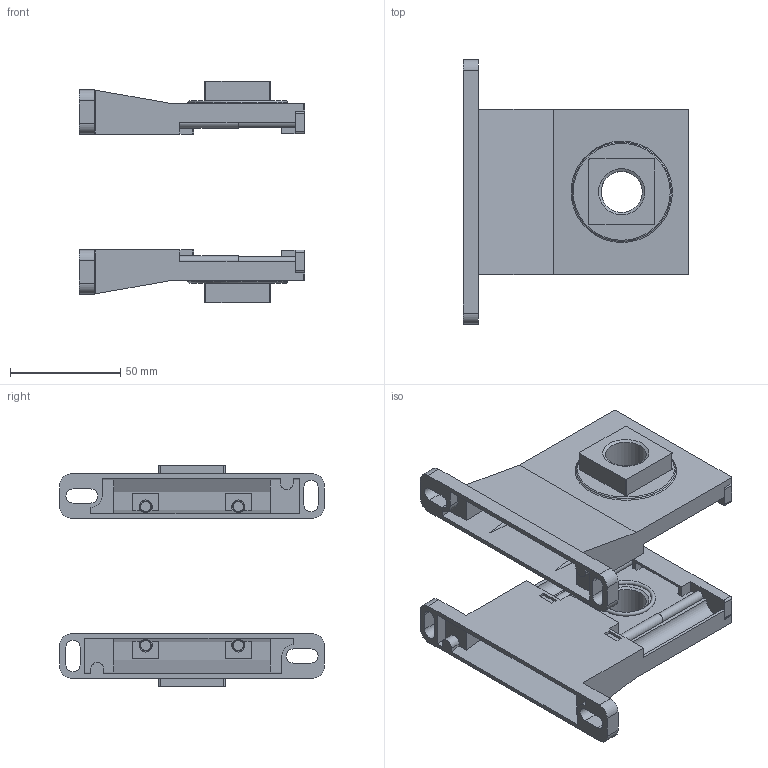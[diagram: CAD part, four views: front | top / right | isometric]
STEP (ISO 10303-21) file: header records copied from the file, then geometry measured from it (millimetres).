
FILE_DESCRIPTION(/* description */ ('STEP AP214'),/* implementation_level */ '2;1');
FILE_NAME(/* name */ '040323',/* time_stamp */ '2026-03-18T12:26:21+01:00',/* author */ ('License CC BY-ND 4.0'),/* organization */ ('CADENAS'),/* preprocessor_version */ 'ST-DEVELOPER v20',/* originating_system */ 'PARTsolutions',/* authorisation */ ' ');
FILE_SCHEMA (('AUTOMOTIVE_DESIGN {1 0 10303 214 3 1 1}'));
Length unit declared in the file: millimetre
Products named in the file (6): 040323; 040323_P1; WK 102-4; WK 102-2; WK 102-3; 040323_P2
Assembly tree (10 placements, depth 2):
  040323
    040323_P1
    WK 102-4  x2
    WK 102-2  x2
    WK 102-3  x4
    040323_P2
Bounding box: 102.5 x 120 x 100.6 mm (x, y, z)
Volume: 131389.1 mm3; surface area: 80451.2 mm2
Topology: 10 solids, 10 shells, 452 faces, 1134 edges, 712 vertices
Faces by surface type: plane 282, cylinder 136, cone 28, torus 6
Full cylindrical faces by diameter (mm): 4.134 x4, 4.509 x4, 5 x4, 5.2 x4, 6 x8, 9.3 x4, 18.631 x2, 22.4 x1, 26.6 x1
Entity records: 12199 total; most frequent: DIRECTION 1752, CARTESIAN_POINT 1751, ORIENTED_EDGE 1678, EDGE_CURVE 839, LINE 612, VECTOR 612, AXIS2_PLACEMENT_3D 570, VERTEX_POINT 569
